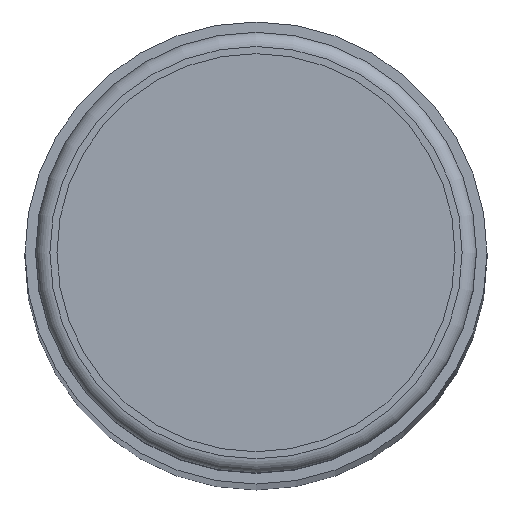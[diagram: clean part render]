
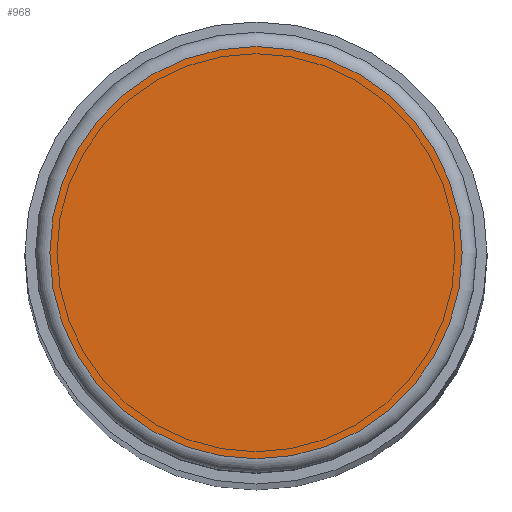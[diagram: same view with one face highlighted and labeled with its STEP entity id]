
A CAD part, top view. The second image highlights one B-rep face of the part: STEP entity #968.
In plain terms, the highlighted planar face has unit normal (0, 0, 1).
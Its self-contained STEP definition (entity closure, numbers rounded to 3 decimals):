
#175=FACE_OUTER_BOUND('',#245,.T.);
#245=EDGE_LOOP('',(#660,#661));
#327=CIRCLE('',#1079,2.9);
#328=CIRCLE('',#1080,2.9);
#409=VERTEX_POINT('',#1647);
#410=VERTEX_POINT('',#1649);
#506=EDGE_CURVE('',#409,#410,#327,.T.);
#507=EDGE_CURVE('',#410,#409,#328,.T.);
#660=ORIENTED_EDGE('',*,*,#507,.F.);
#661=ORIENTED_EDGE('',*,*,#506,.F.);
#862=PLANE('',#1082);
#968=ADVANCED_FACE('',(#175),#862,.T.);
#1079=AXIS2_PLACEMENT_3D('',#1650,#1258,#1259);
#1080=AXIS2_PLACEMENT_3D('',#1651,#1260,#1261);
#1082=AXIS2_PLACEMENT_3D('',#1653,#1264,#1265);
#1258=DIRECTION('center_axis',(0.,0.,-1.));
#1259=DIRECTION('ref_axis',(-1.,0.,0.));
#1260=DIRECTION('center_axis',(0.,0.,-1.));
#1261=DIRECTION('ref_axis',(-1.,0.,0.));
#1264=DIRECTION('center_axis',(0.,0.,1.));
#1265=DIRECTION('ref_axis',(0.,-1.,0.));
#1647=CARTESIAN_POINT('',(0.,-2.9,51.));
#1649=CARTESIAN_POINT('',(2.9,0.,51.));
#1650=CARTESIAN_POINT('Origin',(0.,0.,51.));
#1651=CARTESIAN_POINT('Origin',(0.,0.,51.));
#1653=CARTESIAN_POINT('Origin',(3.1,0.,51.));
